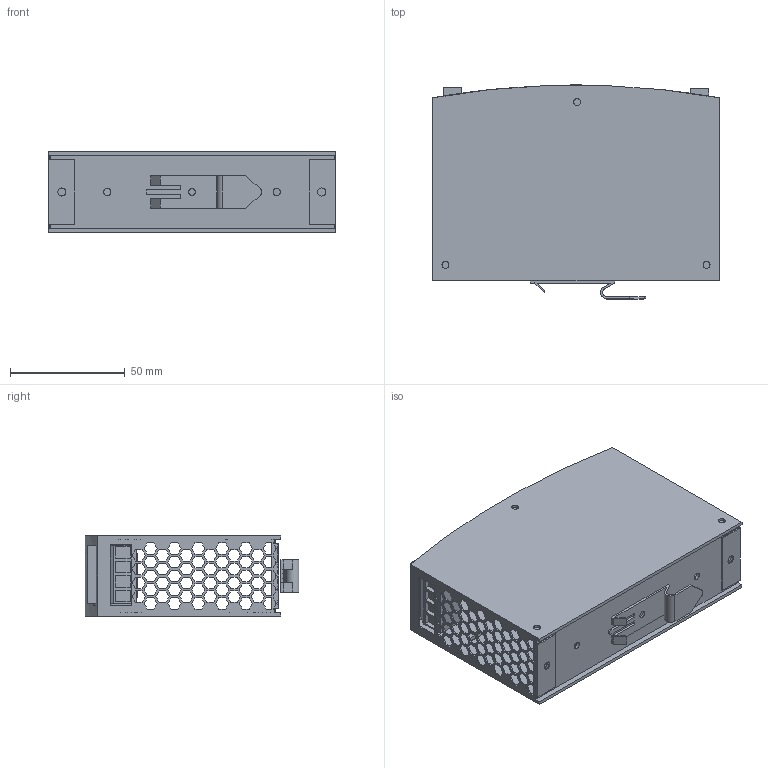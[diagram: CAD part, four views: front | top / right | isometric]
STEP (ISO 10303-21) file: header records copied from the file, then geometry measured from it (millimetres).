
FILE_DESCRIPTION (( 'STEP AP214' ), '1' );
FILE_NAME ('F612EDR-6.35-3P+6.35-4P-V2.0-2025.11.11.STEP', '2025-11-11T05:14:07', ( '' ), ( '' ), 'SwSTEP 2.0', 'SolidWorks 2020', '' );
FILE_SCHEMA (( 'AUTOMOTIVE_DESIGN' ));
Length unit declared in the file: millimetre
Products named in the file (1): F612EDR-6.35-3P+6.35-4P-V2.0-2025.11.11
Bounding box: 125 x 93.38 x 35 mm (x, y, z)
Volume: 50658.3 mm3; surface area: 70885.7 mm2
Topology: 5 solids, 5 shells, 934 faces, 2721 edges, 1804 vertices
Faces by surface type: plane 858, cylinder 62, torus 14
Entity records: 31851 total; most frequent: CARTESIAN_POINT 5898, ORIENTED_EDGE 5442, DIRECTION 4705, EDGE_CURVE 2721, VECTOR 2491, LINE 2491, VERTEX_POINT 1804, EDGE_LOOP 1205
